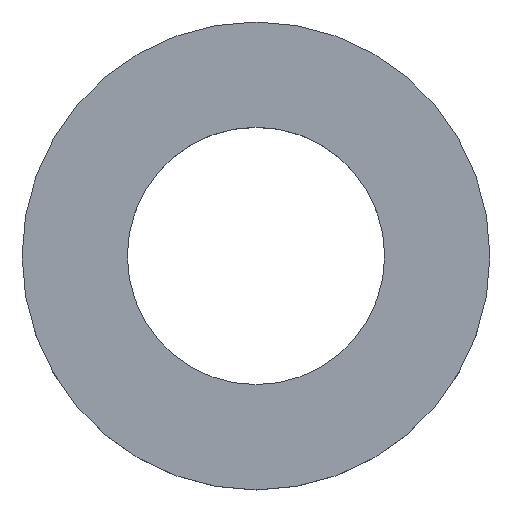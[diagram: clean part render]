
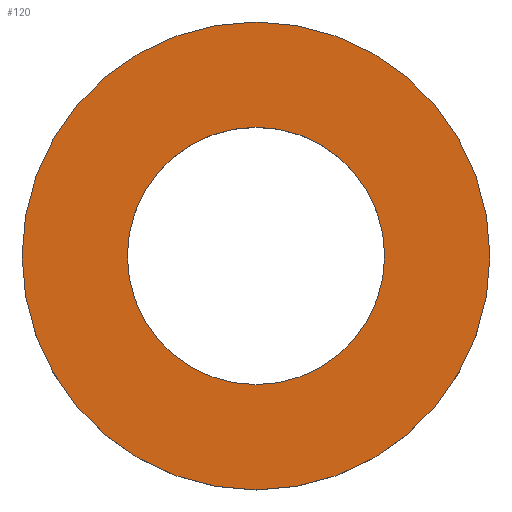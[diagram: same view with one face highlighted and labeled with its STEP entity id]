
A CAD part, top view. The second image highlights one B-rep face of the part: STEP entity #120.
In plain terms, the highlighted planar face has unit normal (0, 0, 1).
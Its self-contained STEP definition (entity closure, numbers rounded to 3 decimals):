
#79=PLANE('',#139);
#83=ORIENTED_EDGE('',*,*,#91,.T.);
#84=ORIENTED_EDGE('',*,*,#89,.F.);
#89=EDGE_CURVE('',#93,#93,#97,.T.);
#91=EDGE_CURVE('',#95,#95,#99,.T.);
#93=VERTEX_POINT('',#219);
#95=VERTEX_POINT('',#224);
#97=CIRCLE('',#137,6.);
#99=CIRCLE('',#140,3.3);
#103=EDGE_LOOP('',(#83));
#104=EDGE_LOOP('',(#84));
#111=FACE_BOUND('',#103,.T.);
#112=FACE_BOUND('',#104,.T.);
#120=ADVANCED_FACE('',(#111,#112),#79,.T.);
#137=AXIS2_PLACEMENT_3D('',#218,#166,#167);
#139=AXIS2_PLACEMENT_3D('',#222,#170,#171);
#140=AXIS2_PLACEMENT_3D('',#223,#172,#173);
#166=DIRECTION('',(0.,0.,-1.));
#167=DIRECTION('',(-1.,0.,0.));
#170=DIRECTION('',(0.,0.,1.));
#171=DIRECTION('',(1.,0.,0.));
#172=DIRECTION('',(0.,0.,-1.));
#173=DIRECTION('',(-1.,0.,0.));
#218=CARTESIAN_POINT('',(0.,0.,1.6));
#219=CARTESIAN_POINT('',(-6.,0.,1.6));
#222=CARTESIAN_POINT('',(6.,0.,1.6));
#223=CARTESIAN_POINT('',(0.,0.,1.6));
#224=CARTESIAN_POINT('',(-3.3,0.,1.6));
